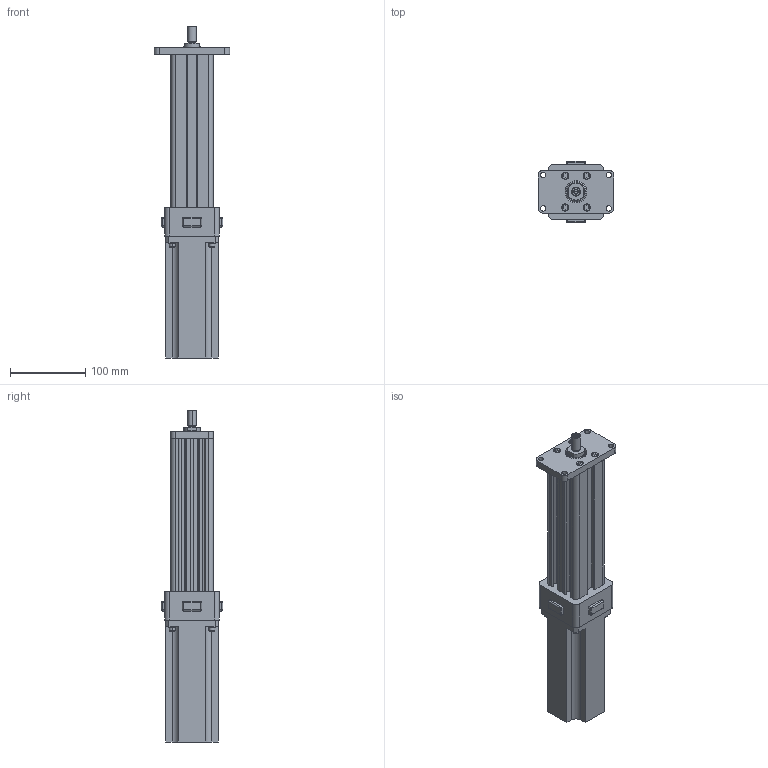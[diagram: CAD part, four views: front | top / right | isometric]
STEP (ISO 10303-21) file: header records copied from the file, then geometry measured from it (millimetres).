
FILE_DESCRIPTION (( 'STEP AP203' ), '1' );
FILE_NAME ('IM20-0402-FA-ICS-MXX.STEP', '2008-01-14T21:03:08', ( ' ' ), ( '' ), 'SwSTEP 2.0', 'SolidWorks 2007', '' );
FILE_SCHEMA (( 'CONFIG_CONTROL_DESIGN' ));
Length unit declared in the file: inch
Products named in the file (20): IM20-0402-FA-ICS-MXX; 27642; 28394; 27460; 26887; 27949; 28272; 12387_Screw Gear 12.7mm; 27083; 12389_2 Impact Cushion; 17037; 30548; 30538_Default<As Machined>; 11434; 28232; 12463; 34312; 32869; Moog G423-404; 13319
Assembly tree (32 placements, depth 3):
  IM20-0402-FA-ICS-MXX
    11434  x2
    32869  x4
    12387_Screw Gear 12.7mm
    13319  x4
    34312
    27460
    12463  x4
    Moog G423-404
    12389_2 Impact Cushion
    28232
    27642
    26887
    17037  x4
    27083
    28272
    28394
      30548
      30538_Default<As Machined>
    27949
Bounding box: 100.08 x 81.66 x 441 mm (x, y, z)
Volume: 1163952.3 mm3; surface area: 297909.4 mm2
Topology: 50 solids, 50 shells, 1702 faces, 4330 edges, 2746 vertices
Faces by surface type: cylinder 880, plane 485, cone 150, torus 136, sphere 48, bspline 3
Entity records: 42338 total; most frequent: CARTESIAN_POINT 9607, DIRECTION 6785, ORIENTED_EDGE 6176, EDGE_CURVE 3088, AXIS2_PLACEMENT_3D 2745, VERTEX_POINT 2004, CIRCLE 1523, EDGE_LOOP 1324
